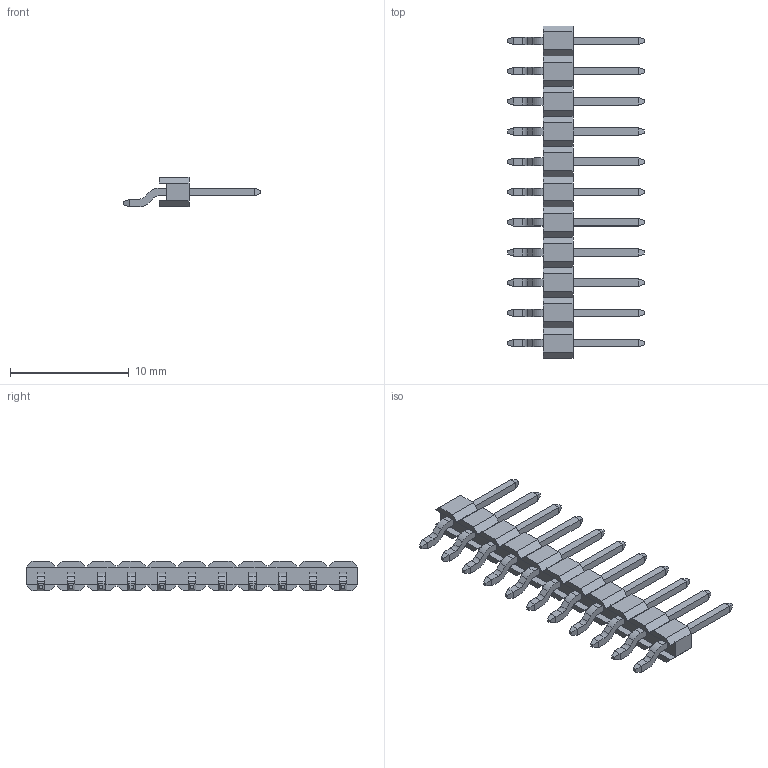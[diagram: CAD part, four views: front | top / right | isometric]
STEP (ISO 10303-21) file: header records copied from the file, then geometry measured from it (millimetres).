
FILE_DESCRIPTION(('FreeCAD Model'),'2;1');
FILE_NAME('Open CASCADE Shape Model','2024-03-22T18:53:53',(''),(''), 'Open CASCADE STEP processor 7.6','FreeCAD','Unknown');
FILE_SCHEMA(('AUTOMOTIVE_DESIGN { 1 0 10303 214 1 1 1 1 }'));
Length unit declared in the file: millimetre
Products named in the file (4): PinHeader_1x11_P2.54 mm_Horizontal_SMD_Right; Plastic; MetalPins; PinMetal
Assembly tree (13 placements, depth 3):
  PinHeader_1x11_P2.54 mm_Horizontal_SMD_Right
    Plastic
    MetalPins
      PinMetal  x11
Bounding box: 11.5 x 27.9 x 2.5 mm (x, y, z)
Volume: 176.3 mm3; surface area: 696.7 mm2
Topology: 12 solids, 12 shells, 420 faces, 1056 edges, 660 vertices
Faces by surface type: plane 376, cylinder 44
Entity records: 6409 total; most frequent: CARTESIAN_POINT 1090, ORIENTED_EDGE 1072, DIRECTION 972, EDGE_CURVE 536, LINE 528, VECTOR 528, VERTEX_POINT 340, AXIS2_PLACEMENT_3D 222
